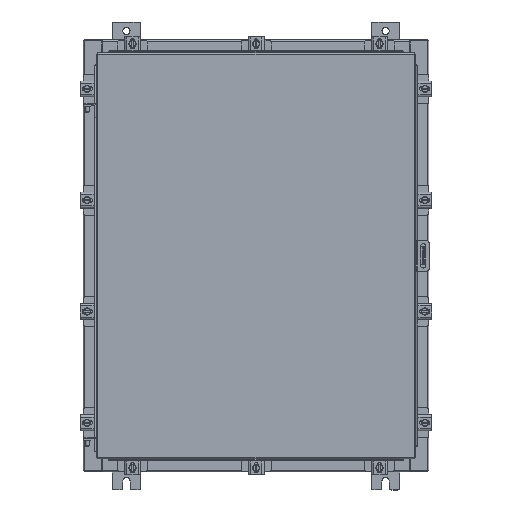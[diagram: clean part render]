
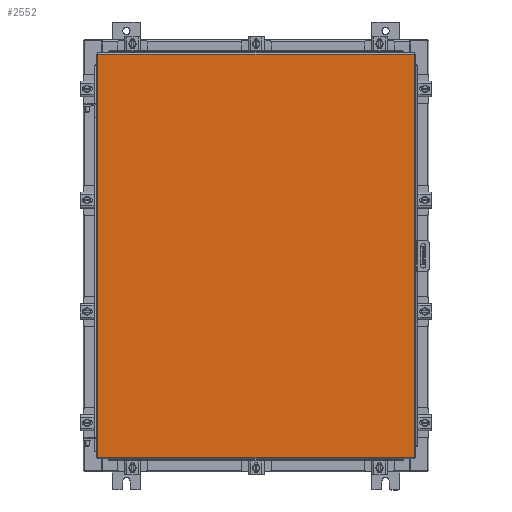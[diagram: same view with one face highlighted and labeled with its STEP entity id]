
A CAD part, top view. The second image highlights one B-rep face of the part: STEP entity #2552.
In plain terms, the highlighted planar face has unit normal (0, 0, 1).
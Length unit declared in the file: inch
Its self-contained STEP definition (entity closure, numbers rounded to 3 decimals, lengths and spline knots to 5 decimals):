
#576 = EDGE_CURVE ( 'NONE', #13573, #22359, #11589, .T. ) ;
#1017 = CARTESIAN_POINT ( 'NONE',  ( -10.9903, 14.0063, 0. ) ) ;
#1202 = ORIENTED_EDGE ( 'NONE', *, *, #6869, .T. ) ;
#2110 = VECTOR ( 'NONE', #15304, 39.37008 ) ;
#2126 = ORIENTED_EDGE ( 'NONE', *, *, #576, .T. ) ;
#2151 = CARTESIAN_POINT ( 'NONE',  ( -10.9903, -14.0063, 0. ) ) ;
#2207 = AXIS2_PLACEMENT_3D ( 'NONE', #19482, #23092, #12356 ) ;
#2552 = ADVANCED_FACE ( 'NONE', ( #19470 ), #12295, .F. ) ;
#3680 = CARTESIAN_POINT ( 'NONE',  ( 10.9903, -14.0063, 0. ) ) ;
#3942 = DIRECTION ( 'NONE',  ( 1., 0., 0. ) ) ;
#4353 = CARTESIAN_POINT ( 'NONE',  ( -10.9903, -14.0063, 0. ) ) ;
#5461 = DIRECTION ( 'NONE',  ( 0., 1., 0. ) ) ;
#5851 = VERTEX_POINT ( 'NONE', #18045 ) ;
#6288 = CARTESIAN_POINT ( 'NONE',  ( 10.9903, 14.0063, 0. ) ) ;
#6869 = EDGE_CURVE ( 'NONE', #22359, #5851, #8868, .T. ) ;
#8314 = VECTOR ( 'NONE', #3942, 39.37008 ) ;
#8868 = LINE ( 'NONE', #2151, #8314 ) ;
#8894 = LINE ( 'NONE', #6288, #11967 ) ;
#9820 = EDGE_LOOP ( 'NONE', ( #1202, #13377, #19326, #2126 ) ) ;
#11589 = LINE ( 'NONE', #1017, #2110 ) ;
#11967 = VECTOR ( 'NONE', #16988, 39.37008 ) ;
#12295 = PLANE ( 'NONE',  #2207 ) ;
#12343 = VECTOR ( 'NONE', #5461, 39.37008 ) ;
#12356 = DIRECTION ( 'NONE',  ( -1., 0., 0. ) ) ;
#12913 = LINE ( 'NONE', #3680, #12343 ) ;
#13377 = ORIENTED_EDGE ( 'NONE', *, *, #20481, .T. ) ;
#13573 = VERTEX_POINT ( 'NONE', #19896 ) ;
#14234 = VERTEX_POINT ( 'NONE', #21594 ) ;
#14759 = EDGE_CURVE ( 'NONE', #14234, #13573, #8894, .T. ) ;
#15304 = DIRECTION ( 'NONE',  ( 0., -1., 0. ) ) ;
#16988 = DIRECTION ( 'NONE',  ( -1., 0., 0. ) ) ;
#18045 = CARTESIAN_POINT ( 'NONE',  ( 10.9903, -14.0063, 0. ) ) ;
#19326 = ORIENTED_EDGE ( 'NONE', *, *, #14759, .T. ) ;
#19470 = FACE_OUTER_BOUND ( 'NONE', #9820, .T. ) ;
#19482 = CARTESIAN_POINT ( 'NONE',  ( 0., 0., 0. ) ) ;
#19896 = CARTESIAN_POINT ( 'NONE',  ( -10.9903, 14.0063, 0. ) ) ;
#20481 = EDGE_CURVE ( 'NONE', #5851, #14234, #12913, .T. ) ;
#21594 = CARTESIAN_POINT ( 'NONE',  ( 10.9903, 14.0063, 0. ) ) ;
#22359 = VERTEX_POINT ( 'NONE', #4353 ) ;
#23092 = DIRECTION ( 'NONE',  ( 0., 0., -1. ) ) ;
